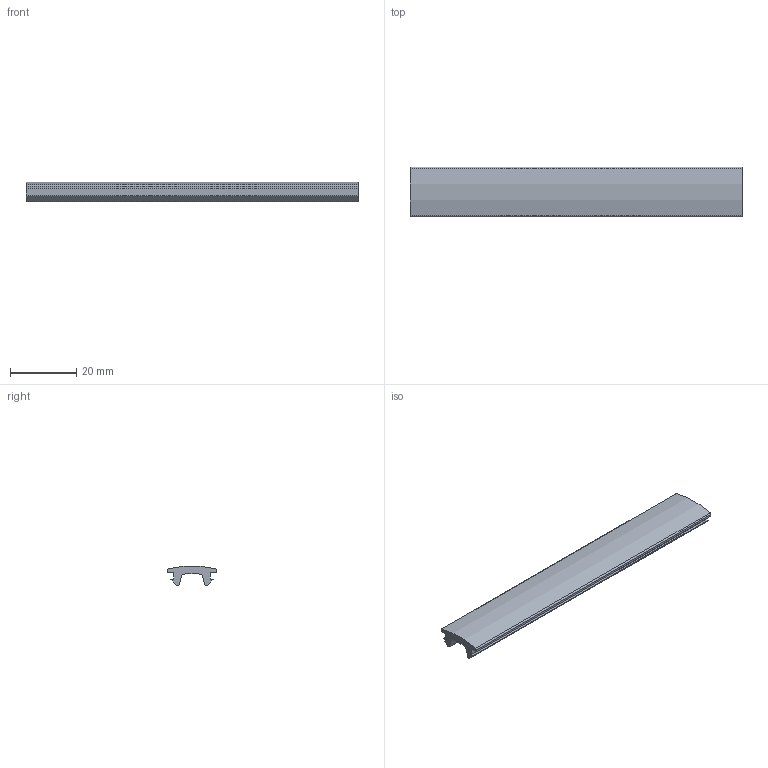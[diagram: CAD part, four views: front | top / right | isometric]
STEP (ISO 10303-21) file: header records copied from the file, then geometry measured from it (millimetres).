
FILE_DESCRIPTION(('STEP AP203'),'2;1');
FILE_NAME('21.007.00.stp','2011-02-14T09:10:53',(''),(''),'2009.3.110','THINKDESIGN','');
FILE_SCHEMA(('CONFIG_CONTROL_DESIGN'));
Length unit declared in the file: millimetre
Bounding box: 100 x 15 x 5.9 mm (x, y, z)
Volume: 4384.2 mm3; surface area: 4717.5 mm2
Topology: 1 solids, 1 shells, 27 faces, 75 edges, 50 vertices
Faces by surface type: plane 16, cylinder 11
Entity records: 964 total; most frequent: CARTESIAN_POINT 152, DIRECTION 151, ORIENTED_EDGE 150, EDGE_CURVE 75, VECTOR 53, LINE 53, VERTEX_POINT 50, AXIS2_PLACEMENT_3D 49
